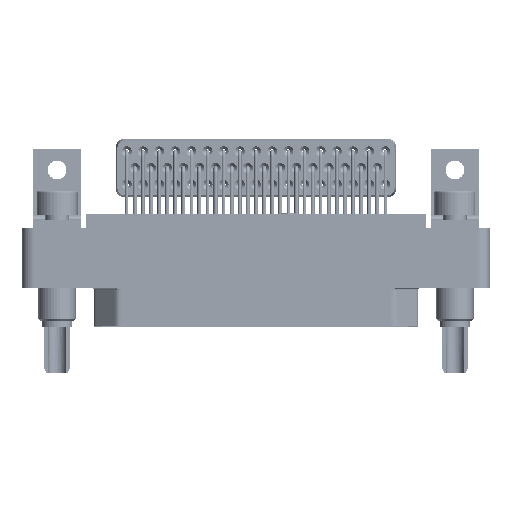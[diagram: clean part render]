
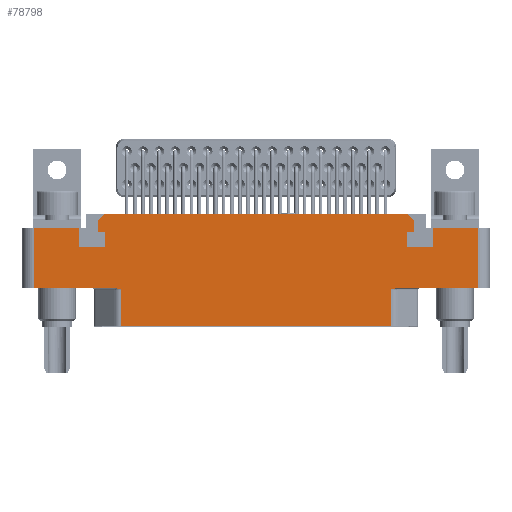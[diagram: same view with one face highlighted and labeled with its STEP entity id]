
A CAD part, top view. The second image highlights one B-rep face of the part: STEP entity #78798.
In plain terms, the highlighted planar face has unit normal (0, 0, 1).
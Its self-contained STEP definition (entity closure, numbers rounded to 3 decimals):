
#4732=DIRECTION('',(-1.,0.,0.));
#4733=VECTOR('',#4732,46.236);
#4734=CARTESIAN_POINT('',(23.118,-6.5,7.));
#4735=LINE('',#4734,#4733);
#4827=DIRECTION('',(1.,0.,0.));
#4828=VECTOR('',#4827,14.082);
#4829=CARTESIAN_POINT('',(-38.,0.,7.));
#4830=LINE('',#4829,#4828);
#6688=DIRECTION('',(1.,0.,0.));
#6689=VECTOR('',#6688,7.8);
#6690=CARTESIAN_POINT('',(-38.,10.25,7.));
#6691=LINE('',#6690,#6689);
#6692=DIRECTION('',(0.,-1.,0.));
#6693=VECTOR('',#6692,3.2);
#6694=CARTESIAN_POINT('',(-30.2,10.25,7.));
#6695=LINE('',#6694,#6693);
#6696=DIRECTION('',(1.,0.,0.));
#6697=VECTOR('',#6696,4.4);
#6698=CARTESIAN_POINT('',(-30.2,7.05,7.));
#6699=LINE('',#6698,#6697);
#6700=DIRECTION('',(0.,1.,0.));
#6701=VECTOR('',#6700,2.6);
#6702=CARTESIAN_POINT('',(-25.8,7.05,7.));
#6703=LINE('',#6702,#6701);
#6704=DIRECTION('',(-1.,0.,0.));
#6705=VECTOR('',#6704,1.2);
#6706=CARTESIAN_POINT('',(-25.8,9.65,7.));
#6707=LINE('',#6706,#6705);
#6708=DIRECTION('',(0.,-1.,0.));
#6709=VECTOR('',#6708,1.9);
#6710=CARTESIAN_POINT('',(-27.,11.55,7.));
#6711=LINE('',#6710,#6709);
#6712=DIRECTION('',(1.,0.,0.));
#6713=VECTOR('',#6712,51.6);
#6714=CARTESIAN_POINT('',(-25.8,12.75,7.));
#6715=LINE('',#6714,#6713);
#6716=DIRECTION('',(0.,-1.,0.));
#6717=VECTOR('',#6716,1.9);
#6718=CARTESIAN_POINT('',(27.,11.55,7.));
#6719=LINE('',#6718,#6717);
#6720=DIRECTION('',(-1.,0.,0.));
#6721=VECTOR('',#6720,1.2);
#6722=CARTESIAN_POINT('',(27.,9.65,7.));
#6723=LINE('',#6722,#6721);
#6724=DIRECTION('',(0.,-1.,0.));
#6725=VECTOR('',#6724,2.6);
#6726=CARTESIAN_POINT('',(25.8,9.65,7.));
#6727=LINE('',#6726,#6725);
#6728=DIRECTION('',(1.,0.,0.));
#6729=VECTOR('',#6728,4.4);
#6730=CARTESIAN_POINT('',(25.8,7.05,7.));
#6731=LINE('',#6730,#6729);
#6732=DIRECTION('',(0.,1.,0.));
#6733=VECTOR('',#6732,3.2);
#6734=CARTESIAN_POINT('',(30.2,7.05,7.));
#6735=LINE('',#6734,#6733);
#6736=DIRECTION('',(1.,0.,0.));
#6737=VECTOR('',#6736,7.8);
#6738=CARTESIAN_POINT('',(30.2,10.25,7.));
#6739=LINE('',#6738,#6737);
#6740=DIRECTION('',(1.,0.,0.));
#6741=VECTOR('',#6740,14.082);
#6742=CARTESIAN_POINT('',(23.918,0.,7.));
#6743=LINE('',#6742,#6741);
#6774=CARTESIAN_POINT('',(23.118,-0.2,7.));
#6775=CARTESIAN_POINT('',(23.14,-0.192,7.));
#6776=CARTESIAN_POINT('',(23.184,-0.176,7.));
#6777=CARTESIAN_POINT('',(23.251,-0.152,7.));
#6778=CARTESIAN_POINT('',(23.318,-0.128,7.));
#6779=CARTESIAN_POINT('',(23.385,-0.106,7.));
#6780=CARTESIAN_POINT('',(23.451,-0.085,7.));
#6781=CARTESIAN_POINT('',(23.515,-0.066,7.));
#6782=CARTESIAN_POINT('',(23.577,-0.049,7.));
#6783=CARTESIAN_POINT('',(23.636,-0.035,7.));
#6784=CARTESIAN_POINT('',(23.688,-0.024,7.));
#6785=CARTESIAN_POINT('',(23.734,-0.016,7.));
#6786=CARTESIAN_POINT('',(23.776,-0.01,7.));
#6787=CARTESIAN_POINT('',(23.814,-0.005,7.));
#6788=CARTESIAN_POINT('',(23.85,-0.002,7.));
#6789=CARTESIAN_POINT('',(23.884,0.,7.));
#6790=CARTESIAN_POINT('',(23.907,0.,7.));
#6791=CARTESIAN_POINT('',(23.918,0.,7.));
#6807=DIRECTION('',(0.,1.,0.));
#6808=VECTOR('',#6807,6.3);
#6809=CARTESIAN_POINT('',(23.118,-6.5,7.));
#6810=LINE('',#6809,#6808);
#6852=DIRECTION('',(0.,1.,0.));
#6853=VECTOR('',#6852,10.25);
#6854=CARTESIAN_POINT('',(38.,0.,7.));
#6855=LINE('',#6854,#6853);
#7633=DIRECTION('',(0.707,-0.707,0.));
#7634=VECTOR('',#7633,1.697);
#7635=CARTESIAN_POINT('',(25.8,12.75,7.));
#7636=LINE('',#7635,#7634);
#10260=DIRECTION('',(0.,1.,0.));
#10261=VECTOR('',#10260,6.3);
#10262=CARTESIAN_POINT('',(-23.118,-6.5,7.));
#10263=LINE('',#10262,#10261);
#10288=CARTESIAN_POINT('',(-23.918,0.,7.));
#10289=CARTESIAN_POINT('',(-23.907,0.,7.));
#10290=CARTESIAN_POINT('',(-23.884,0.,7.));
#10291=CARTESIAN_POINT('',(-23.85,-0.002,7.));
#10292=CARTESIAN_POINT('',(-23.814,-0.005,7.));
#10293=CARTESIAN_POINT('',(-23.776,-0.01,7.));
#10294=CARTESIAN_POINT('',(-23.734,-0.016,7.));
#10295=CARTESIAN_POINT('',(-23.688,-0.024,7.));
#10296=CARTESIAN_POINT('',(-23.636,-0.035,7.));
#10297=CARTESIAN_POINT('',(-23.577,-0.049,7.));
#10298=CARTESIAN_POINT('',(-23.515,-0.066,7.));
#10299=CARTESIAN_POINT('',(-23.451,-0.085,7.));
#10300=CARTESIAN_POINT('',(-23.385,-0.106,7.));
#10301=CARTESIAN_POINT('',(-23.318,-0.128,7.));
#10302=CARTESIAN_POINT('',(-23.251,-0.152,7.));
#10303=CARTESIAN_POINT('',(-23.184,-0.176,7.));
#10304=CARTESIAN_POINT('',(-23.14,-0.192,7.));
#10305=CARTESIAN_POINT('',(-23.118,-0.2,7.));
#10361=DIRECTION('',(0.,-1.,0.));
#10362=VECTOR('',#10361,10.25);
#10363=CARTESIAN_POINT('',(-38.,10.25,7.));
#10364=LINE('',#10363,#10362);
#10872=DIRECTION('',(-0.707,-0.707,0.));
#10873=VECTOR('',#10872,1.697);
#10874=CARTESIAN_POINT('',(-25.8,12.75,7.));
#10875=LINE('',#10874,#10873);
#60866=CARTESIAN_POINT('',(-30.2,10.25,7.));
#60867=CARTESIAN_POINT('',(-30.2,7.05,7.));
#60868=VERTEX_POINT('',#60866);
#60869=VERTEX_POINT('',#60867);
#60870=CARTESIAN_POINT('',(-25.8,7.05,7.));
#60871=VERTEX_POINT('',#60870);
#60872=CARTESIAN_POINT('',(-25.8,9.65,7.));
#60873=VERTEX_POINT('',#60872);
#60874=CARTESIAN_POINT('',(-27.,9.65,7.));
#60875=VERTEX_POINT('',#60874);
#60876=CARTESIAN_POINT('',(27.,9.65,7.));
#60877=CARTESIAN_POINT('',(25.8,9.65,7.));
#60878=VERTEX_POINT('',#60876);
#60879=VERTEX_POINT('',#60877);
#60880=CARTESIAN_POINT('',(25.8,7.05,7.));
#60881=VERTEX_POINT('',#60880);
#60882=CARTESIAN_POINT('',(30.2,7.05,7.));
#60883=VERTEX_POINT('',#60882);
#60884=CARTESIAN_POINT('',(30.2,10.25,7.));
#60885=VERTEX_POINT('',#60884);
#60886=CARTESIAN_POINT('',(-25.8,12.75,7.));
#60888=VERTEX_POINT('',#60886);
#60890=CARTESIAN_POINT('',(-27.,11.55,7.));
#60892=VERTEX_POINT('',#60890);
#60894=CARTESIAN_POINT('',(25.8,12.75,7.));
#60896=VERTEX_POINT('',#60894);
#60898=CARTESIAN_POINT('',(27.,11.55,7.));
#60900=VERTEX_POINT('',#60898);
#60986=CARTESIAN_POINT('',(38.,0.,7.));
#60987=CARTESIAN_POINT('',(38.,10.25,7.));
#60988=VERTEX_POINT('',#60986);
#60989=VERTEX_POINT('',#60987);
#60994=CARTESIAN_POINT('',(-38.,10.25,7.));
#60995=CARTESIAN_POINT('',(-38.,0.,7.));
#60996=VERTEX_POINT('',#60994);
#60997=VERTEX_POINT('',#60995);
#61171=CARTESIAN_POINT('',(23.118,-6.5,7.));
#61173=VERTEX_POINT('',#61171);
#61174=CARTESIAN_POINT('',(-23.118,-6.5,7.));
#61176=VERTEX_POINT('',#61174);
#61238=CARTESIAN_POINT('',(-23.118,-0.2,7.));
#61239=VERTEX_POINT('',#61238);
#61240=CARTESIAN_POINT('',(-23.918,0.,7.));
#61241=VERTEX_POINT('',#61240);
#61242=CARTESIAN_POINT('',(23.118,-0.2,7.));
#61244=VERTEX_POINT('',#61242);
#61246=CARTESIAN_POINT('',(23.918,0.,7.));
#61248=VERTEX_POINT('',#61246);
#78749=CARTESIAN_POINT('',(0.,0.,7.));
#78750=DIRECTION('',(0.,0.,-1.));
#78751=DIRECTION('',(-1.,0.,0.));
#78752=AXIS2_PLACEMENT_3D('',#78749,#78750,#78751);
#78753=PLANE('',#78752);
#78755=ORIENTED_EDGE('',*,*,#78754,.F.);
#78757=ORIENTED_EDGE('',*,*,#78756,.F.);
#78759=ORIENTED_EDGE('',*,*,#78758,.F.);
#78760=ORIENTED_EDGE('',*,*,#76982,.T.);
#78762=ORIENTED_EDGE('',*,*,#78761,.T.);
#78764=ORIENTED_EDGE('',*,*,#78763,.F.);
#78765=ORIENTED_EDGE('',*,*,#77069,.F.);
#78767=ORIENTED_EDGE('',*,*,#78766,.F.);
#78768=ORIENTED_EDGE('',*,*,#77197,.T.);
#78769=ORIENTED_EDGE('',*,*,#78729,.T.);
#78770=ORIENTED_EDGE('',*,*,#78740,.T.);
#78772=ORIENTED_EDGE('',*,*,#78771,.T.);
#78774=ORIENTED_EDGE('',*,*,#78773,.T.);
#78776=ORIENTED_EDGE('',*,*,#78775,.F.);
#78778=ORIENTED_EDGE('',*,*,#78777,.F.);
#78779=ORIENTED_EDGE('',*,*,#76462,.T.);
#78781=ORIENTED_EDGE('',*,*,#78780,.T.);
#78783=ORIENTED_EDGE('',*,*,#78782,.T.);
#78785=ORIENTED_EDGE('',*,*,#78784,.T.);
#78787=ORIENTED_EDGE('',*,*,#78786,.T.);
#78789=ORIENTED_EDGE('',*,*,#78788,.T.);
#78791=ORIENTED_EDGE('',*,*,#78790,.T.);
#78793=ORIENTED_EDGE('',*,*,#78792,.T.);
#78795=ORIENTED_EDGE('',*,*,#78794,.F.);
#78796=EDGE_LOOP('',(#78755,#78757,#78759,#78760,#78762,#78764,#78765,#78767,
#78768,#78769,#78770,#78772,#78774,#78776,#78778,#78779,#78781,#78783,#78785,
#78787,#78789,#78791,#78793,#78795));
#78797=FACE_OUTER_BOUND('',#78796,.F.);
#78798=ADVANCED_FACE('',(#78797),#78753,.F.);
#6792=B_SPLINE_CURVE_WITH_KNOTS('',3,(#6774,#6775,#6776,#6777,#6778,#6779,#6780,
#6781,#6782,#6783,#6784,#6785,#6786,#6787,#6788,#6789,#6790,#6791),
.UNSPECIFIED.,.F.,.F.,(4,1,1,1,1,1,1,1,1,1,1,1,1,1,1,4),(0.,0.067,
0.133,0.2,0.267,0.333,0.4,
0.467,0.533,0.6,0.667,0.733,
0.8,0.867,0.933,1.),.UNSPECIFIED.);
#10306=B_SPLINE_CURVE_WITH_KNOTS('',3,(#10288,#10289,#10290,#10291,#10292,
#10293,#10294,#10295,#10296,#10297,#10298,#10299,#10300,#10301,#10302,#10303,
#10304,#10305),.UNSPECIFIED.,.F.,.F.,(4,1,1,1,1,1,1,1,1,1,1,1,1,1,1,4),(0.,
0.067,0.133,0.2,0.267,0.333,
0.4,0.467,0.533,0.6,0.667,
0.733,0.8,0.867,0.933,1.),
.UNSPECIFIED.);
#76462=EDGE_CURVE('',#60888,#60896,#6715,.T.);
#76982=EDGE_CURVE('',#61173,#61176,#4735,.T.);
#77069=EDGE_CURVE('',#60997,#61241,#4830,.T.);
#77197=EDGE_CURVE('',#60996,#60868,#6691,.T.);
#78729=EDGE_CURVE('',#60868,#60869,#6695,.T.);
#78740=EDGE_CURVE('',#60869,#60871,#6699,.T.);
#78754=EDGE_CURVE('',#61248,#60988,#6743,.T.);
#78756=EDGE_CURVE('',#61244,#61248,#6792,.T.);
#78758=EDGE_CURVE('',#61173,#61244,#6810,.T.);
#78761=EDGE_CURVE('',#61176,#61239,#10263,.T.);
#78763=EDGE_CURVE('',#61241,#61239,#10306,.T.);
#78766=EDGE_CURVE('',#60996,#60997,#10364,.T.);
#78771=EDGE_CURVE('',#60871,#60873,#6703,.T.);
#78773=EDGE_CURVE('',#60873,#60875,#6707,.T.);
#78775=EDGE_CURVE('',#60892,#60875,#6711,.T.);
#78777=EDGE_CURVE('',#60888,#60892,#10875,.T.);
#78780=EDGE_CURVE('',#60896,#60900,#7636,.T.);
#78782=EDGE_CURVE('',#60900,#60878,#6719,.T.);
#78784=EDGE_CURVE('',#60878,#60879,#6723,.T.);
#78786=EDGE_CURVE('',#60879,#60881,#6727,.T.);
#78788=EDGE_CURVE('',#60881,#60883,#6731,.T.);
#78790=EDGE_CURVE('',#60883,#60885,#6735,.T.);
#78792=EDGE_CURVE('',#60885,#60989,#6739,.T.);
#78794=EDGE_CURVE('',#60988,#60989,#6855,.T.);
